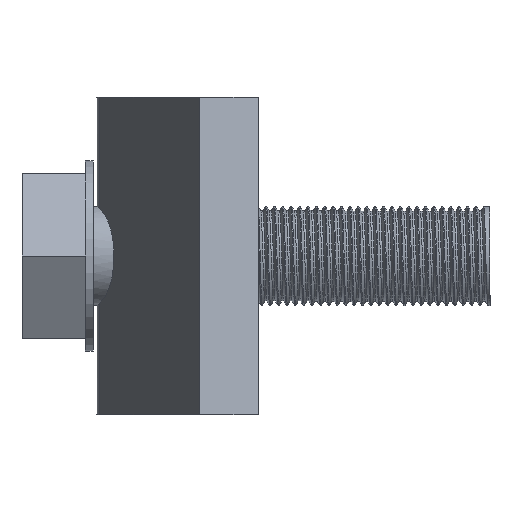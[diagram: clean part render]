
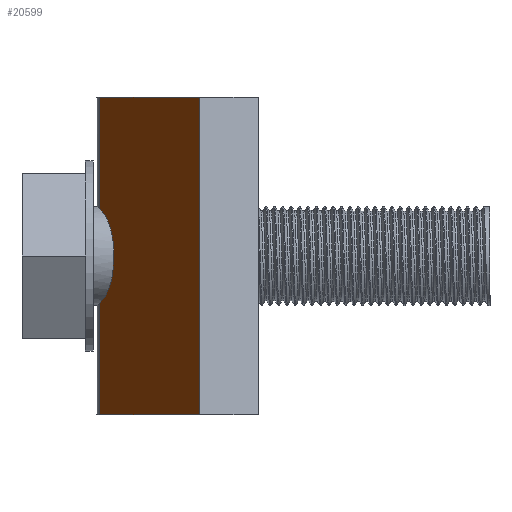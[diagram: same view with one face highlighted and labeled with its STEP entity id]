
A CAD part, left-side view. The second image highlights one B-rep face of the part: STEP entity #20599.
In plain terms, the highlighted planar face has unit normal (-0.383, 0.924, 0).
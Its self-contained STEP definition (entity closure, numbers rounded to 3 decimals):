
#426 = CARTESIAN_POINT ( 'NONE',  ( 0., 0., -40. ) ) ;
#576 = DIRECTION ( 'NONE',  ( -0.924, -0.383, 0. ) ) ;
#887 = EDGE_LOOP ( 'NONE', ( #22660, #17631, #9079, #20226, #7929, #16313 ) ) ;
#1165 = LINE ( 'NONE', #8810, #6853 ) ;
#1419 = VERTEX_POINT ( 'NONE', #10162 ) ;
#2396 = PLANE ( 'NONE',  #3382 ) ;
#2594 = DIRECTION ( 'NONE',  ( -0.924, -0.383, 0. ) ) ;
#2661 = EDGE_CURVE ( 'NONE', #4648, #14498, #20862, .T. ) ;
#2778 = CARTESIAN_POINT ( 'NONE',  ( -1.913, -0.793, -14.05 ) ) ;
#3059 = VECTOR ( 'NONE', #2594, 1000. ) ;
#3229 = CARTESIAN_POINT ( 'NONE',  ( -1.913, -0.793, -13.75 ) ) ;
#3382 = AXIS2_PLACEMENT_3D ( 'NONE', #8100, #17472, #576 ) ;
#4578 = CARTESIAN_POINT ( 'NONE',  ( -1.913, -0.793, -25.95 ) ) ;
#4648 = VERTEX_POINT ( 'NONE', #10114 ) ;
#5057 = LINE ( 'NONE', #3229, #23090 ) ;
#6853 = VECTOR ( 'NONE', #12352, 1000. ) ;
#7630 = FACE_OUTER_BOUND ( 'NONE', #887, .T. ) ;
#7901 = VECTOR ( 'NONE', #21253, 1000. ) ;
#7929 = ORIENTED_EDGE ( 'NONE', *, *, #2661, .T. ) ;
#8100 = CARTESIAN_POINT ( 'NONE',  ( 0., 0., -40. ) ) ;
#8181 = CARTESIAN_POINT ( 'NONE',  ( -1.913, -0.793, 0. ) ) ;
#8371 = CARTESIAN_POINT ( 'NONE',  ( -8.94, -3.703, -16.31 ) ) ;
#8674 = LINE ( 'NONE', #23530, #14366 ) ;
#8810 = CARTESIAN_POINT ( 'NONE',  ( -1.913, -0.793, -40. ) ) ;
#9079 = ORIENTED_EDGE ( 'NONE', *, *, #14744, .F. ) ;
#10114 = CARTESIAN_POINT ( 'NONE',  ( -1.913, -0.793, -40. ) ) ;
#10162 = CARTESIAN_POINT ( 'NONE',  ( -32.336, -13.394, 0. ) ) ;
#11167 = EDGE_CURVE ( 'NONE', #18213, #19904, #5057, .T. ) ;
#11843 = CARTESIAN_POINT ( 'NONE',  ( -1.913, -0.793, -14.05 ) ) ;
#12352 = DIRECTION ( 'NONE',  ( 0., 0., -1. ) ) ;
#14366 = VECTOR ( 'NONE', #23773, 1000. ) ;
#14498 = VERTEX_POINT ( 'NONE', #14609 ) ;
#14609 = CARTESIAN_POINT ( 'NONE',  ( -32.336, -13.394, -40. ) ) ;
#14744 = EDGE_CURVE ( 'NONE', #22106, #19904, #18035, .T. ) ;
#15310 = EDGE_CURVE ( 'NONE', #14498, #1419, #16010, .T. ) ;
#16010 = LINE ( 'NONE', #19534, #7901 ) ;
#16313 = ORIENTED_EDGE ( 'NONE', *, *, #15310, .T. ) ;
#17472 = DIRECTION ( 'NONE',  ( -0.383, 0.924, 0. ) ) ;
#17631 = ORIENTED_EDGE ( 'NONE', *, *, #11167, .T. ) ;
#18035 =( BOUNDED_CURVE ( )  B_SPLINE_CURVE ( 3, ( #21637, #21405, #8371, #2778 ),
 .UNSPECIFIED., .F., .T. ) 
 B_SPLINE_CURVE_WITH_KNOTS ( ( 4, 4 ),
 ( 1.882, 4.401 ),
 .UNSPECIFIED. ) 
 CURVE ( )  GEOMETRIC_REPRESENTATION_ITEM ( )  RATIONAL_B_SPLINE_CURVE ( ( 1., 0.537, 0.537, 1. ) ) 
 REPRESENTATION_ITEM ( '' )  );
#18213 = VERTEX_POINT ( 'NONE', #8181 ) ;
#18445 = DIRECTION ( 'NONE',  ( 0., 0., -1. ) ) ;
#19465 = EDGE_CURVE ( 'NONE', #22106, #4648, #1165, .T. ) ;
#19534 = CARTESIAN_POINT ( 'NONE',  ( -32.336, -13.394, -40. ) ) ;
#19904 = VERTEX_POINT ( 'NONE', #11843 ) ;
#20226 = ORIENTED_EDGE ( 'NONE', *, *, #19465, .T. ) ;
#20599 = ADVANCED_FACE ( 'NONE', ( #7630 ), #2396, .T. ) ;
#20862 = LINE ( 'NONE', #426, #3059 ) ;
#21253 = DIRECTION ( 'NONE',  ( 0., 0., 1. ) ) ;
#21405 = CARTESIAN_POINT ( 'NONE',  ( -8.94, -3.703, -23.69 ) ) ;
#21637 = CARTESIAN_POINT ( 'NONE',  ( -1.913, -0.793, -25.95 ) ) ;
#22106 = VERTEX_POINT ( 'NONE', #4578 ) ;
#22660 = ORIENTED_EDGE ( 'NONE', *, *, #23718, .F. ) ;
#23090 = VECTOR ( 'NONE', #18445, 1000. ) ;
#23530 = CARTESIAN_POINT ( 'NONE',  ( 0., 0., 0. ) ) ;
#23718 = EDGE_CURVE ( 'NONE', #18213, #1419, #8674, .T. ) ;
#23773 = DIRECTION ( 'NONE',  ( -0.924, -0.383, 0. ) ) ;
